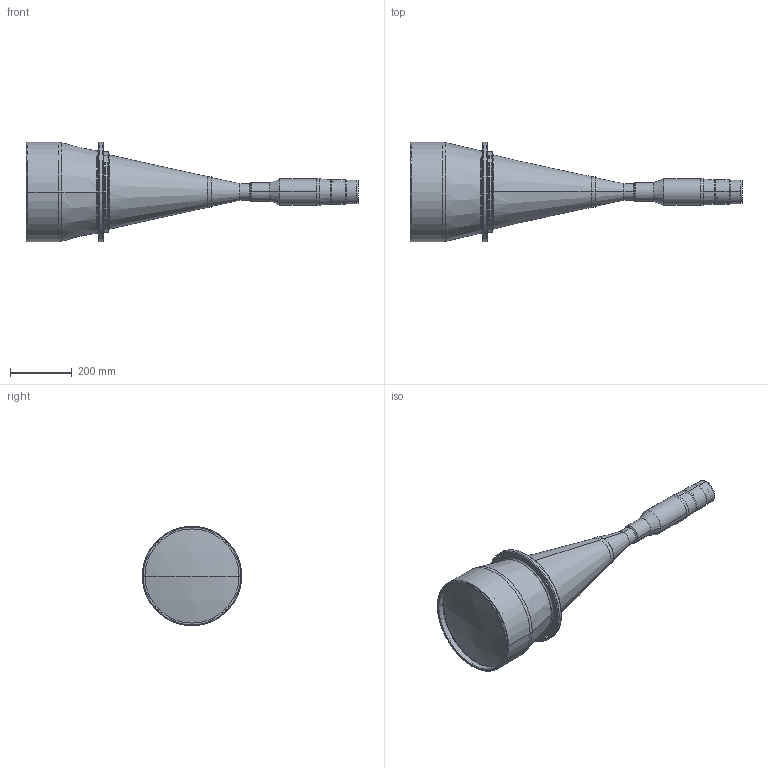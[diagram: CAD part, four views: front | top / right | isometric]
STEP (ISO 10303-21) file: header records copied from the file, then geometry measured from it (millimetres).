
FILE_DESCRIPTION (( 'STEP AP203' ), '1' );
FILE_NAME ('TC12K240.STEP', '2014-02-10T17:40:16', ( 'user' ), ( '' ), 'SwSTEP 2.0', 'SolidWorks 2013', '' );
FILE_SCHEMA (( 'CONFIG_CONTROL_DESIGN' ));
Length unit declared in the file: millimetre
Products named in the file (1): TC12K240
Bounding box: 1076.62 x 322 x 322 mm (x, y, z)
Surface area: 761067.5 mm2 (no closed solid volume)
Topology: 0 solids, 15 shells, 226 faces, 661 edges, 442 vertices
Faces by surface type: cylinder 121, plane 46, torus 31, cone 20, bspline 6, sphere 2
Entity records: 8738 total; most frequent: CARTESIAN_POINT 2372, DIRECTION 1475, ORIENTED_EDGE 1168, EDGE_CURVE 661, AXIS2_PLACEMENT_3D 653, VERTEX_POINT 442, CIRCLE 432, EDGE_LOOP 298
